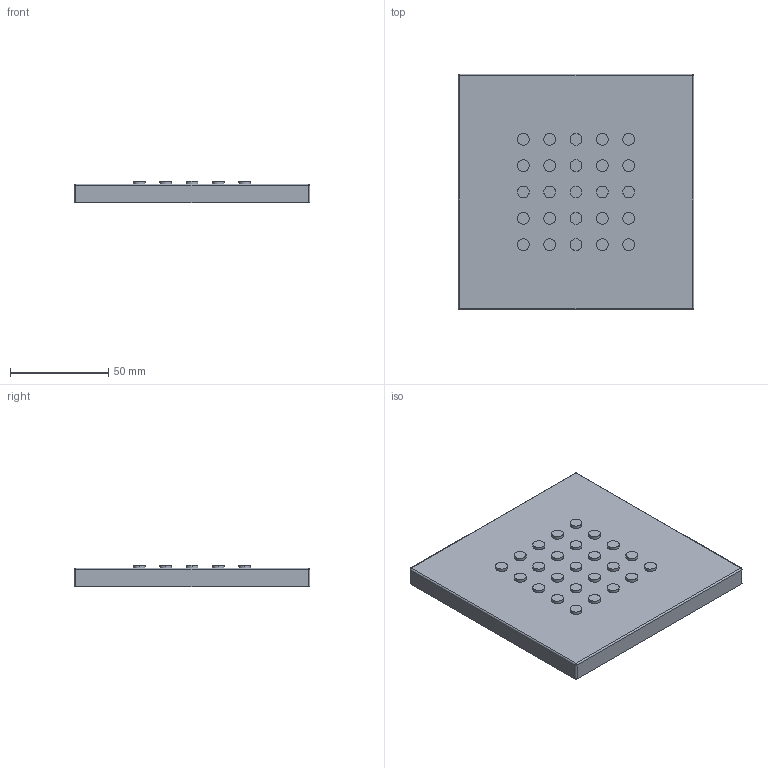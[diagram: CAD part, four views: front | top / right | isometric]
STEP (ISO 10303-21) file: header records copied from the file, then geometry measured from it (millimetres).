
FILE_DESCRIPTION (( 'STEP AP203' ), '1' );
FILE_NAME ('36515979-00_2.STEP', '2018-07-03T15:17:27', ( '' ), ( '' ), 'SwSTEP 2.0', 'SolidWorks 2017', '' );
FILE_SCHEMA (( 'CONFIG_CONTROL_DESIGN' ));
Length unit declared in the file: millimetre
Products named in the file (3): Planungsmodell_Abdeckung-+-33.543.780-01_ _K49_120x9,5x120; Planungsmodell_Einsatz-+-36.515.979-01_-; 36515979-00_2
Assembly tree (2 placements, depth 2):
  36515979-00_2
    Planungsmodell_Abdeckung-+-33.543.780-01_ _K49_120x9,5x120
    Planungsmodell_Einsatz-+-36.515.979-01_-
Bounding box: 120 x 120 x 11 mm (x, y, z)
Volume: 137789.5 mm3; surface area: 35301.8 mm2
Topology: 26 solids, 26 shells, 118 faces, 190 edges, 120 vertices
Faces by surface type: cylinder 58, plane 56, sphere 4
Entity records: 2967 total; most frequent: DIRECTION 548, CARTESIAN_POINT 429, ORIENTED_EDGE 372, AXIS2_PLACEMENT_3D 239, EDGE_CURVE 186, VERTEX_POINT 120, EDGE_LOOP 118, FACE_OUTER_BOUND 118
